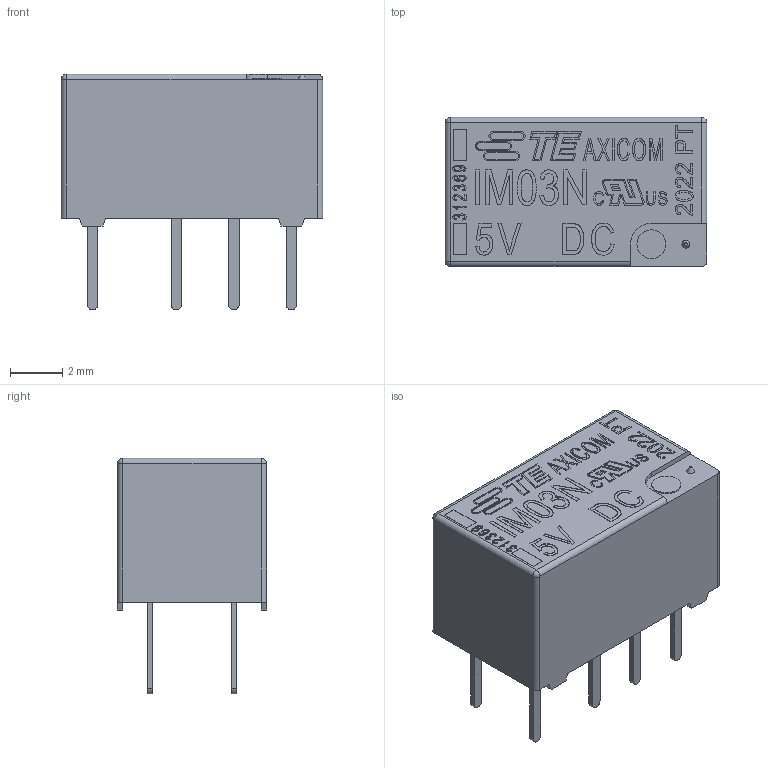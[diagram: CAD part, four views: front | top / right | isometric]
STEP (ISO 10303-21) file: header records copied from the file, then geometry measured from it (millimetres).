
FILE_DESCRIPTION(('STEP AP214'), '1');
FILE_NAME('IM03N Relay (TE Connectivity)', '', ('UNSPECIFIED'), ('UNSPECIFIED'), 'ASCON STEP Converter 1.6', 'ASCON Math Kernel', '');
FILE_SCHEMA(('AUTOMOTIVE_DESIGN { 1 0 10303 214 3 1 1}'));
Length unit declared in the file: millimetre
Bounding box: 10 x 5.7 x 9 mm (x, y, z)
Volume: 310.4 mm3; surface area: 322.7 mm2
Topology: 1 solids, 1 shells, 1519 faces, 4308 edges, 2849 vertices
Faces by surface type: plane 893, cylinder 618, sphere 7, cone 1
Full cylindrical faces by diameter (mm): 1.1 x1
Entity records: 61447 total; most frequent: CARTESIAN_POINT 8788, ORIENTED_EDGE 8598, DIRECTION 8469, EDGE_CURVE 4299, LINE 3089, VECTOR 3089, VERTEX_POINT 2849, AXIS2_PLACEMENT_3D 2690
